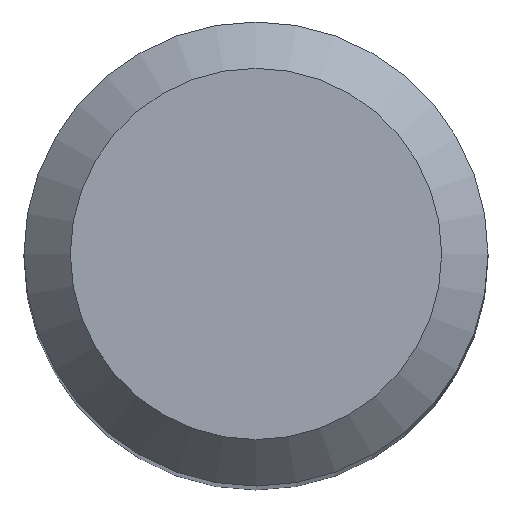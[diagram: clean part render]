
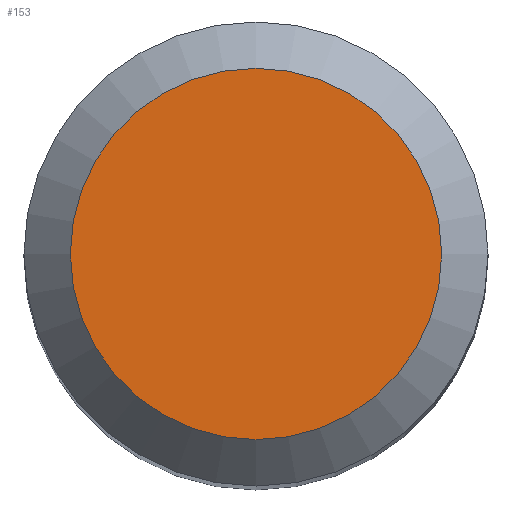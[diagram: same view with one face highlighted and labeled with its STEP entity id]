
A CAD part, top view. The second image highlights one B-rep face of the part: STEP entity #153.
In plain terms, the highlighted planar face has unit normal (0, 0, 1).
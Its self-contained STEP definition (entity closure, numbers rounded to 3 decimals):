
#3 = PLANE ( 'NONE',  #57 ) ;
#15 = VERTEX_POINT ( 'NONE', #260 ) ;
#31 = CIRCLE ( 'NONE', #183, 4. ) ;
#40 = EDGE_LOOP ( 'NONE', ( #87 ) ) ;
#57 = AXIS2_PLACEMENT_3D ( 'NONE', #83, #124, #215 ) ;
#83 = CARTESIAN_POINT ( 'NONE',  ( 0., 0., 118. ) ) ;
#87 = ORIENTED_EDGE ( 'NONE', *, *, #250, .F. ) ;
#120 = FACE_OUTER_BOUND ( 'NONE', #40, .T. ) ;
#124 = DIRECTION ( 'NONE',  ( 0., 0., -1. ) ) ;
#139 = DIRECTION ( 'NONE',  ( 0., 0., -1. ) ) ;
#153 = ADVANCED_FACE ( 'NONE', ( #120 ), #3, .F. ) ;
#183 = AXIS2_PLACEMENT_3D ( 'NONE', #235, #139, #228 ) ;
#215 = DIRECTION ( 'NONE',  ( 0., 1., 0. ) ) ;
#228 = DIRECTION ( 'NONE',  ( 0., 1., 0. ) ) ;
#235 = CARTESIAN_POINT ( 'NONE',  ( 0., 0., 118. ) ) ;
#250 = EDGE_CURVE ( 'NONE', #15, #15, #31, .T. ) ;
#260 = CARTESIAN_POINT ( 'NONE',  ( 0., 4., 118. ) ) ;
